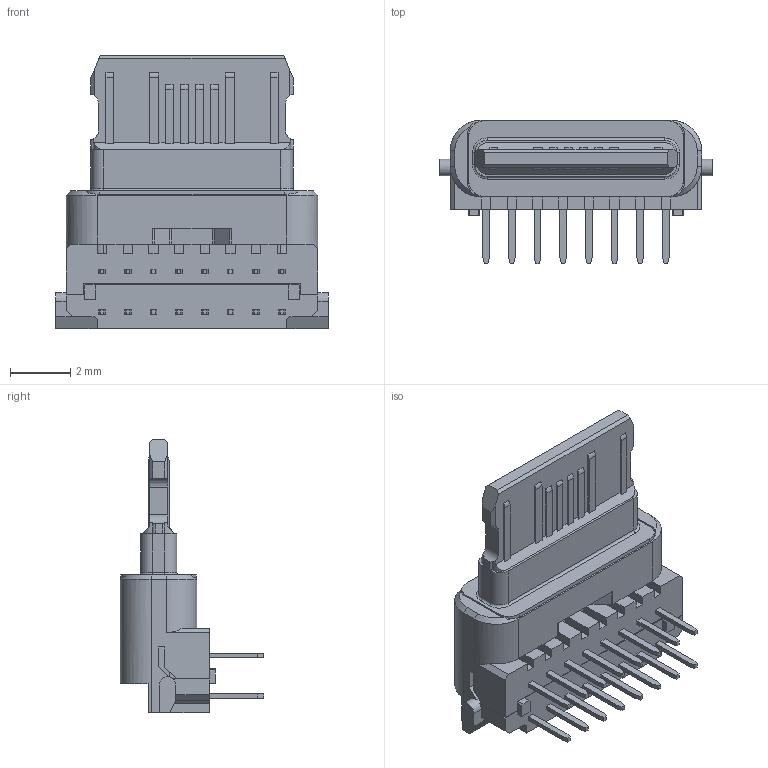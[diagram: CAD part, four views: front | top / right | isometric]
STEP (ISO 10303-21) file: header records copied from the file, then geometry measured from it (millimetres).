
FILE_DESCRIPTION(/* description */ (''),/* implementation_level */ '2;1');
FILE_NAME(/* name */ 'USB4085-GF-A_1.step',/* time_stamp */ '2020-11-02T11:20:34+01:00',/* author */ (''),/* organization */ (''),/* preprocessor_version */ 'ST-DEVELOPER v18.1',/* originating_system */ 'Autodesk Translation Framework v9.3.0.1241',/* authorisation */ '');
FILE_SCHEMA (('AUTOMOTIVE_DESIGN { 1 0 10303 214 3 1 1 }'));
Length unit declared in the file: millimetre
Products named in the file (2): (Nicht gespeichert); Í¹Ì¨-À­Éì1
Assembly tree (1 placements, depth 2):
  (Nicht gespeichert)
    Í¹Ì¨-À­Éì1
Bounding box: 9.03 x 4.75 x 9.07 mm (x, y, z)
Volume: 117.4 mm3; surface area: 273.6 mm2
Topology: 1 solids, 1 shells, 434 faces, 1179 edges, 773 vertices
Faces by surface type: plane 366, cylinder 60, cone 4, torus 4
Entity records: 13810 total; most frequent: CARTESIAN_POINT 2713, ORIENTED_EDGE 2358, DIRECTION 2175, EDGE_CURVE 1179, LINE 1017, VECTOR 1017, VERTEX_POINT 773, AXIS2_PLACEMENT_3D 579
